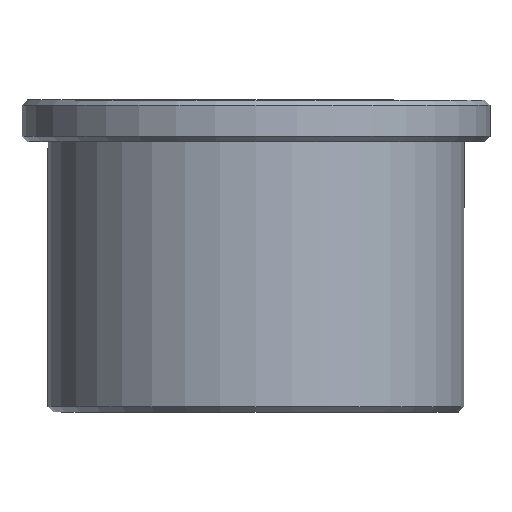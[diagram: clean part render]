
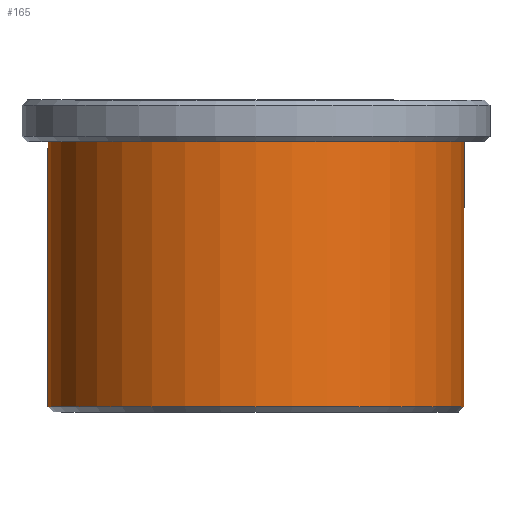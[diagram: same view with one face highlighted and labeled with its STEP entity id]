
A CAD part, front view. The second image highlights one B-rep face of the part: STEP entity #165.
In plain terms, the highlighted cylindrical face has radius 40 mm (diameter 80 mm), a full revolution.
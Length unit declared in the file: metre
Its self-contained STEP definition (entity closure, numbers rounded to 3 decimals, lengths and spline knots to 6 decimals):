
#165=ADVANCED_FACE('',(#204,#205),#206,.T.);
#204=FACE_OUTER_BOUND('',#4998,.T.);
#205=FACE_OUTER_BOUND('',#4999,.T.);
#206=CYLINDRICAL_SURFACE('',#5000,0.04);
#4998=EDGE_LOOP('',(#9827));
#4999=EDGE_LOOP('',(#9828));
#5000=AXIS2_PLACEMENT_3D('',#9829,#9830,#9831);
#9827=ORIENTED_EDGE('',*,*,#9867,.T.);
#9828=ORIENTED_EDGE('',*,*,#9866,.F.);
#9829=CARTESIAN_POINT('',(0.0,0.0,0.0));
#9830=DIRECTION('',(0.0,0.,-1.0));
#9831=DIRECTION('',(0.0,1.0,0.));
#9866=EDGE_CURVE('',#9905,#9905,#9906,.T.);
#9867=EDGE_CURVE('',#9907,#9907,#9908,.T.);
#9905=VERTEX_POINT('',#10071);
#9906=CIRCLE('',#10072,0.04);
#9907=VERTEX_POINT('',#10073);
#9908=CIRCLE('',#10074,0.04);
#10071=CARTESIAN_POINT('',(0.0,0.04,0.001));
#10072=AXIS2_PLACEMENT_3D('',#10117,#10118,#10119);
#10073=CARTESIAN_POINT('',(0.0,0.04,0.052));
#10074=AXIS2_PLACEMENT_3D('',#10120,#10121,#10122);
#10117=CARTESIAN_POINT('',(0.0,0.0,0.001));
#10118=DIRECTION('',(0.0,0.,-1.0));
#10119=DIRECTION('',(0.0,1.0,0.));
#10120=CARTESIAN_POINT('',(0.0,0.0,0.052));
#10121=DIRECTION('',(0.0,0.,-1.0));
#10122=DIRECTION('',(0.0,1.0,0.));
